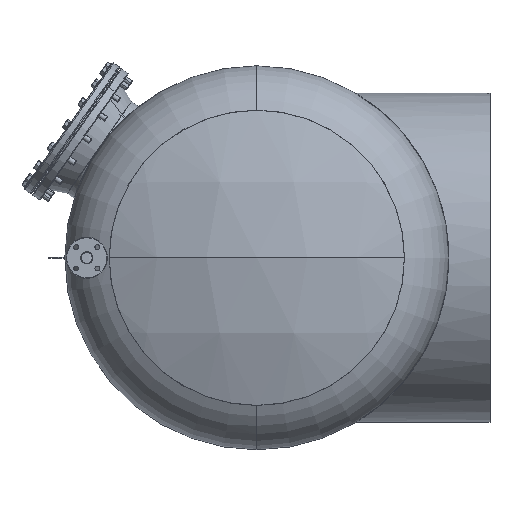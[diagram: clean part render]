
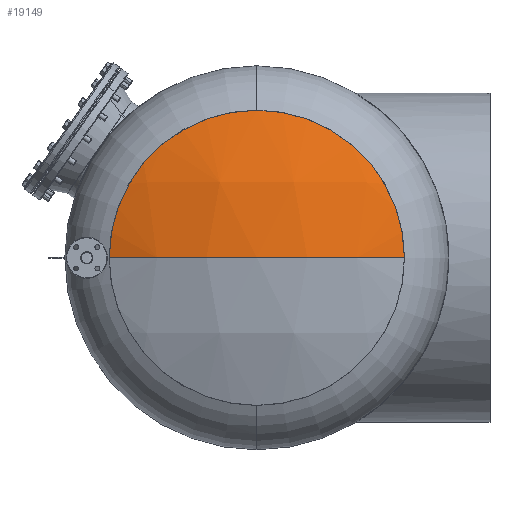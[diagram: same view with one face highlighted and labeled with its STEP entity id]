
A CAD part, left-side view. The second image highlights one B-rep face of the part: STEP entity #19149.
In plain terms, the highlighted spherical face has radius 1400 mm.
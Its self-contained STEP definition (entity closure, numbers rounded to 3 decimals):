
#1121 = VERTEX_POINT ( 'NONE', #35917 ) ;
#1202 = SPHERICAL_SURFACE ( 'NONE', #28011, 1400. ) ;
#1370 = CARTESIAN_POINT ( 'NONE',  ( -1475., 0., 0. ) ) ;
#1491 = DIRECTION ( 'NONE',  ( 0., 0., -1. ) ) ;
#3245 = DIRECTION ( 'NONE',  ( -1., 0., 0. ) ) ;
#4059 = AXIS2_PLACEMENT_3D ( 'NONE', #40967, #40756, #9362 ) ;
#4517 = CARTESIAN_POINT ( 'NONE',  ( -75., 0., 0. ) ) ;
#4589 = CARTESIAN_POINT ( 'NONE',  ( -75., 0., 0. ) ) ;
#4669 = EDGE_CURVE ( 'NONE', #18853, #1121, #32177, .T. ) ;
#4949 = CIRCLE ( 'NONE', #21506, 1400. ) ;
#7012 = DIRECTION ( 'NONE',  ( 0., 0., -1. ) ) ;
#8198 = VERTEX_POINT ( 'NONE', #15448 ) ;
#8473 = CARTESIAN_POINT ( 'NONE',  ( -1367.308, 0., 0. ) ) ;
#9362 = DIRECTION ( 'NONE',  ( 1., 0., 0. ) ) ;
#11038 = DIRECTION ( 'NONE',  ( 0., 1., 0. ) ) ;
#11435 = CARTESIAN_POINT ( 'NONE',  ( -1367.308, 0., 0. ) ) ;
#11626 = EDGE_LOOP ( 'NONE', ( #39301, #24672, #12605, #34540 ) ) ;
#12605 = ORIENTED_EDGE ( 'NONE', *, *, #19868, .T. ) ;
#13452 = DIRECTION ( 'NONE',  ( 0., 1., 0. ) ) ;
#15448 = CARTESIAN_POINT ( 'NONE',  ( -1367.308, 538.462, 0. ) ) ;
#18853 = VERTEX_POINT ( 'NONE', #25365 ) ;
#19065 = FACE_OUTER_BOUND ( 'NONE', #11626, .T. ) ;
#19149 = ADVANCED_FACE ( 'NONE', ( #19065 ), #1202, .T. ) ;
#19868 = EDGE_CURVE ( 'NONE', #1121, #8198, #24872, .T. ) ;
#19962 = CIRCLE ( 'NONE', #4059, 1400. ) ;
#20987 = DIRECTION ( 'NONE',  ( -1., 0., 0. ) ) ;
#21506 = AXIS2_PLACEMENT_3D ( 'NONE', #4589, #1491, #11038 ) ;
#21935 = DIRECTION ( 'NONE',  ( 0., 0., 1. ) ) ;
#24672 = ORIENTED_EDGE ( 'NONE', *, *, #4669, .T. ) ;
#24872 = CIRCLE ( 'NONE', #25558, 538.462 ) ;
#25365 = CARTESIAN_POINT ( 'NONE',  ( -1367.308, -538.462, 0. ) ) ;
#25558 = AXIS2_PLACEMENT_3D ( 'NONE', #8473, #3245, #21935 ) ;
#26945 = EDGE_CURVE ( 'NONE', #18853, #32926, #4949, .T. ) ;
#28011 = AXIS2_PLACEMENT_3D ( 'NONE', #4517, #7012, #13452 ) ;
#31657 = EDGE_CURVE ( 'NONE', #8198, #32926, #19962, .T. ) ;
#32177 = CIRCLE ( 'NONE', #34140, 538.462 ) ;
#32926 = VERTEX_POINT ( 'NONE', #1370 ) ;
#34140 = AXIS2_PLACEMENT_3D ( 'NONE', #11435, #20987, #40378 ) ;
#34540 = ORIENTED_EDGE ( 'NONE', *, *, #31657, .T. ) ;
#35917 = CARTESIAN_POINT ( 'NONE',  ( -1367.308, 0., 538.462 ) ) ;
#39301 = ORIENTED_EDGE ( 'NONE', *, *, #26945, .F. ) ;
#40378 = DIRECTION ( 'NONE',  ( 0., 0., 1. ) ) ;
#40756 = DIRECTION ( 'NONE',  ( 0., 0., 1. ) ) ;
#40967 = CARTESIAN_POINT ( 'NONE',  ( -75., 0., 0. ) ) ;
